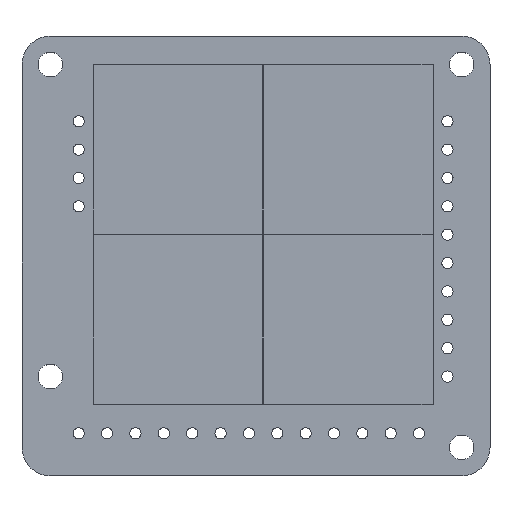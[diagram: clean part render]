
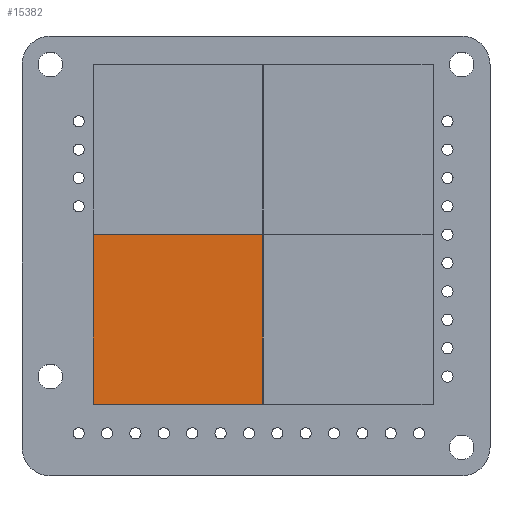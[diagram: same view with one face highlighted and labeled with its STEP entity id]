
A CAD part, top view. The second image highlights one B-rep face of the part: STEP entity #15382.
In plain terms, the highlighted face is planar.
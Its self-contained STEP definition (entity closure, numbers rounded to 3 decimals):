
#15273 = VERTEX_POINT('',#15274);
#15274 = CARTESIAN_POINT('',(-7.6,19.5,7.6));
#15280 = EDGE_CURVE('',#15281,#15273,#15283,.T.);
#15281 = VERTEX_POINT('',#15282);
#15282 = CARTESIAN_POINT('',(-7.6,19.5,-7.6));
#15283 = LINE('',#15284,#15285);
#15284 = CARTESIAN_POINT('',(-7.6,19.5,-7.6));
#15285 = VECTOR('',#15286,1.);
#15286 = DIRECTION('',(0.,0.,1.));
#15311 = VERTEX_POINT('',#15312);
#15312 = CARTESIAN_POINT('',(7.6,19.5,7.6));
#15318 = EDGE_CURVE('',#15273,#15311,#15319,.T.);
#15319 = LINE('',#15320,#15321);
#15320 = CARTESIAN_POINT('',(-7.6,19.5,7.6));
#15321 = VECTOR('',#15322,1.);
#15322 = DIRECTION('',(1.,0.,0.));
#15342 = VERTEX_POINT('',#15343);
#15343 = CARTESIAN_POINT('',(7.6,19.5,-7.6));
#15349 = EDGE_CURVE('',#15311,#15342,#15350,.T.);
#15350 = LINE('',#15351,#15352);
#15351 = CARTESIAN_POINT('',(7.6,19.5,-7.6));
#15352 = VECTOR('',#15353,1.);
#15353 = DIRECTION('',(-0.,-0.,-1.));
#15371 = EDGE_CURVE('',#15342,#15281,#15372,.T.);
#15372 = LINE('',#15373,#15374);
#15373 = CARTESIAN_POINT('',(-7.6,19.5,-7.6));
#15374 = VECTOR('',#15375,1.);
#15375 = DIRECTION('',(-1.,-0.,-0.));
#15382 = ADVANCED_FACE('',(#15383),#15389,.T.);
#15383 = FACE_BOUND('',#15384,.T.);
#15384 = EDGE_LOOP('',(#15385,#15386,#15387,#15388));
#15385 = ORIENTED_EDGE('',*,*,#15280,.T.);
#15386 = ORIENTED_EDGE('',*,*,#15318,.T.);
#15387 = ORIENTED_EDGE('',*,*,#15349,.T.);
#15388 = ORIENTED_EDGE('',*,*,#15371,.T.);
#15389 = PLANE('',#15390);
#15390 = AXIS2_PLACEMENT_3D('',#15391,#15392,#15393);
#15391 = CARTESIAN_POINT('',(0.,19.5,0.));
#15392 = DIRECTION('',(0.,1.,0.));
#15393 = DIRECTION('',(0.,-0.,1.));
